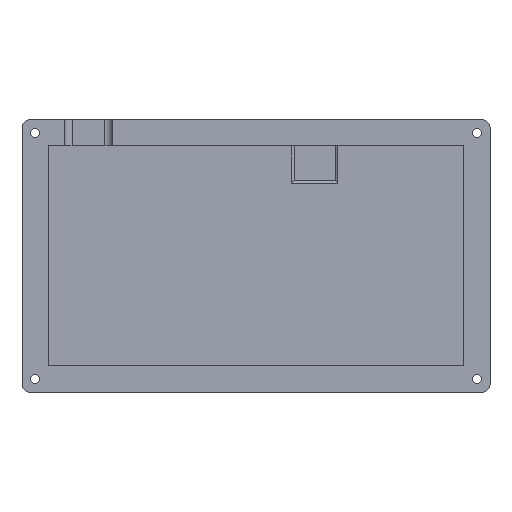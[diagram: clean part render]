
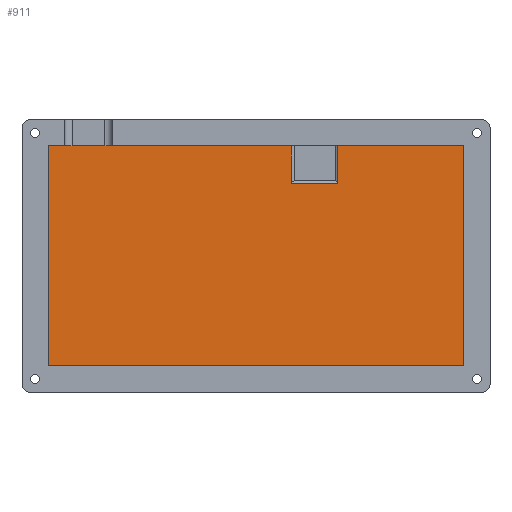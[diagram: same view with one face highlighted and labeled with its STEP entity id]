
A CAD part, top view. The second image highlights one B-rep face of the part: STEP entity #911.
In plain terms, the highlighted planar face has unit normal (0, 0, 1).
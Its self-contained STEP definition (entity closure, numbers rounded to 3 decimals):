
#34=PLANE('',#985);
#66=FACE_OUTER_BOUND('',#116,.T.);
#116=EDGE_LOOP('',(#671,#672,#673,#674,#675,#676,#677,#678));
#219=LINE('',#1363,#308);
#224=LINE('',#1372,#313);
#228=LINE('',#1380,#317);
#233=LINE('',#1398,#322);
#241=LINE('',#1417,#330);
#243=LINE('',#1422,#332);
#244=LINE('',#1424,#333);
#245=LINE('',#1425,#334);
#308=VECTOR('',#1083,10.);
#313=VECTOR('',#1090,10.);
#317=VECTOR('',#1096,10.);
#322=VECTOR('',#1117,10.);
#330=VECTOR('',#1129,10.);
#332=VECTOR('',#1135,10.);
#333=VECTOR('',#1136,10.);
#334=VECTOR('',#1137,10.);
#398=VERTEX_POINT('',#1360);
#399=VERTEX_POINT('',#1362);
#402=VERTEX_POINT('',#1370);
#405=VERTEX_POINT('',#1378);
#410=VERTEX_POINT('',#1397);
#419=VERTEX_POINT('',#1415);
#420=VERTEX_POINT('',#1421);
#421=VERTEX_POINT('',#1423);
#489=EDGE_CURVE('',#399,#398,#219,.T.);
#494=EDGE_CURVE('',#398,#402,#224,.T.);
#498=EDGE_CURVE('',#402,#405,#228,.T.);
#507=EDGE_CURVE('',#399,#410,#233,.T.);
#517=EDGE_CURVE('',#419,#405,#241,.T.);
#519=EDGE_CURVE('',#420,#419,#243,.T.);
#520=EDGE_CURVE('',#421,#420,#244,.T.);
#521=EDGE_CURVE('',#410,#421,#245,.T.);
#671=ORIENTED_EDGE('',*,*,#489,.T.);
#672=ORIENTED_EDGE('',*,*,#494,.T.);
#673=ORIENTED_EDGE('',*,*,#498,.T.);
#674=ORIENTED_EDGE('',*,*,#517,.F.);
#675=ORIENTED_EDGE('',*,*,#519,.F.);
#676=ORIENTED_EDGE('',*,*,#520,.F.);
#677=ORIENTED_EDGE('',*,*,#521,.F.);
#678=ORIENTED_EDGE('',*,*,#507,.F.);
#911=ADVANCED_FACE('',(#66),#34,.T.);
#985=AXIS2_PLACEMENT_3D('',#1420,#1133,#1134);
#1083=DIRECTION('',(0.,-1.,0.));
#1090=DIRECTION('',(-1.,0.,0.));
#1096=DIRECTION('',(0.,1.,0.));
#1117=DIRECTION('',(1.,0.,0.));
#1129=DIRECTION('',(1.,0.,0.));
#1133=DIRECTION('center_axis',(0.,0.,1.));
#1134=DIRECTION('ref_axis',(1.,0.,0.));
#1135=DIRECTION('',(0.,1.,0.));
#1136=DIRECTION('',(-1.,0.,0.));
#1137=DIRECTION('',(0.,-1.,0.));
#1360=CARTESIAN_POINT('',(121.15,-24.205,3.));
#1362=CARTESIAN_POINT('',(121.15,-10.,3.));
#1363=CARTESIAN_POINT('',(121.15,-31.1,3.));
#1370=CARTESIAN_POINT('',(103.39,-24.205,3.));
#1372=CARTESIAN_POINT('',(105.45,-24.205,3.));
#1378=CARTESIAN_POINT('',(103.39,-10.,3.));
#1380=CARTESIAN_POINT('',(103.39,-38.203,3.));
#1397=CARTESIAN_POINT('',(169.5,-10.,3.));
#1398=CARTESIAN_POINT('',(49.875,-10.,3.));
#1415=CARTESIAN_POINT('',(10.,-10.,3.));
#1417=CARTESIAN_POINT('',(49.875,-10.,3.));
#1420=CARTESIAN_POINT('Origin',(89.75,-52.2,3.));
#1421=CARTESIAN_POINT('',(10.,-94.4,3.));
#1422=CARTESIAN_POINT('',(10.,-73.3,3.));
#1423=CARTESIAN_POINT('',(169.5,-94.4,3.));
#1424=CARTESIAN_POINT('',(129.625,-94.4,3.));
#1425=CARTESIAN_POINT('',(169.5,-31.1,3.));
